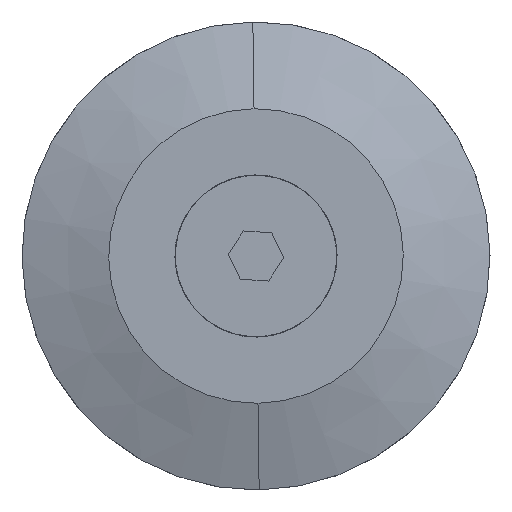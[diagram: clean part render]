
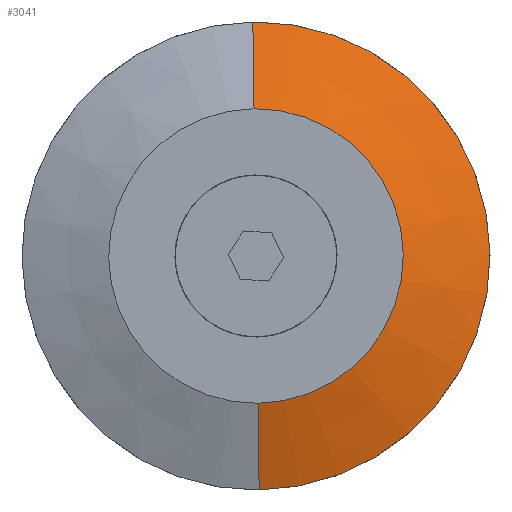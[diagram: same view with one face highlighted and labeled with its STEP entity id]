
A CAD part, front view. The second image highlights one B-rep face of the part: STEP entity #3041.
In plain terms, the highlighted conical face has half-angle 71.966 degrees and reference radius 18.25 mm.
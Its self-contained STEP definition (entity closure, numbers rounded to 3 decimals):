
#80 = EDGE_CURVE ( 'NONE', #2482, #945, #2255, .T. ) ;
#102 = ORIENTED_EDGE ( 'NONE', *, *, #1042, .F. ) ;
#112 = CARTESIAN_POINT ( 'NONE',  ( 0., 3.5, 0. ) ) ;
#169 = DIRECTION ( 'NONE',  ( 0., 1., 0. ) ) ;
#232 = DIRECTION ( 'NONE',  ( 0., 0., -1. ) ) ;
#301 = ORIENTED_EDGE ( 'NONE', *, *, #80, .T. ) ;
#354 = AXIS2_PLACEMENT_3D ( 'NONE', #112, #2103, #1139 ) ;
#415 = DIRECTION ( 'NONE',  ( 0., 0., 1. ) ) ;
#634 = CARTESIAN_POINT ( 'NONE',  ( 0., 0., 18.25 ) ) ;
#700 = CARTESIAN_POINT ( 'NONE',  ( 0., 0., -18.25 ) ) ;
#710 = VECTOR ( 'NONE', #3275, 1000. ) ;
#945 = VERTEX_POINT ( 'NONE', #1394 ) ;
#950 = CARTESIAN_POINT ( 'NONE',  ( 0., 0., 18.25 ) ) ;
#1042 = EDGE_CURVE ( 'NONE', #2482, #2414, #3152, .T. ) ;
#1139 = DIRECTION ( 'NONE',  ( 0., 0., -1. ) ) ;
#1394 = CARTESIAN_POINT ( 'NONE',  ( 0., 3.5, -29. ) ) ;
#1416 = CARTESIAN_POINT ( 'NONE',  ( 0., 0., 0. ) ) ;
#1518 = CARTESIAN_POINT ( 'NONE',  ( 0., 0., -18.25 ) ) ;
#1641 = ORIENTED_EDGE ( 'NONE', *, *, #2992, .T. ) ;
#1850 = EDGE_LOOP ( 'NONE', ( #102, #301, #1641, #2808 ) ) ;
#2103 = DIRECTION ( 'NONE',  ( 0., -1., 0. ) ) ;
#2255 = LINE ( 'NONE', #1518, #710 ) ;
#2363 = VECTOR ( 'NONE', #2983, 1000. ) ;
#2410 = AXIS2_PLACEMENT_3D ( 'NONE', #1416, #169, #415 ) ;
#2414 = VERTEX_POINT ( 'NONE', #634 ) ;
#2461 = AXIS2_PLACEMENT_3D ( 'NONE', #2732, #2523, #232 ) ;
#2482 = VERTEX_POINT ( 'NONE', #700 ) ;
#2523 = DIRECTION ( 'NONE',  ( 0., -1., 0. ) ) ;
#2668 = VERTEX_POINT ( 'NONE', #2936 ) ;
#2702 = LINE ( 'NONE', #950, #2363 ) ;
#2732 = CARTESIAN_POINT ( 'NONE',  ( 0., 0., 0. ) ) ;
#2808 = ORIENTED_EDGE ( 'NONE', *, *, #3201, .F. ) ;
#2936 = CARTESIAN_POINT ( 'NONE',  ( 0., 3.5, 29. ) ) ;
#2983 = DIRECTION ( 'NONE',  ( 0., 0.31, 0.951 ) ) ;
#2992 = EDGE_CURVE ( 'NONE', #945, #2668, #3004, .T. ) ;
#3004 = CIRCLE ( 'NONE', #354, 29. ) ;
#3041 = ADVANCED_FACE ( 'NONE', ( #3194 ), #3063, .T. ) ;
#3063 = CONICAL_SURFACE ( 'NONE', #2410, 18.25, 1.256 ) ;
#3152 = CIRCLE ( 'NONE', #2461, 18.25 ) ;
#3194 = FACE_OUTER_BOUND ( 'NONE', #1850, .T. ) ;
#3201 = EDGE_CURVE ( 'NONE', #2414, #2668, #2702, .T. ) ;
#3275 = DIRECTION ( 'NONE',  ( 0., 0.31, -0.951 ) ) ;
